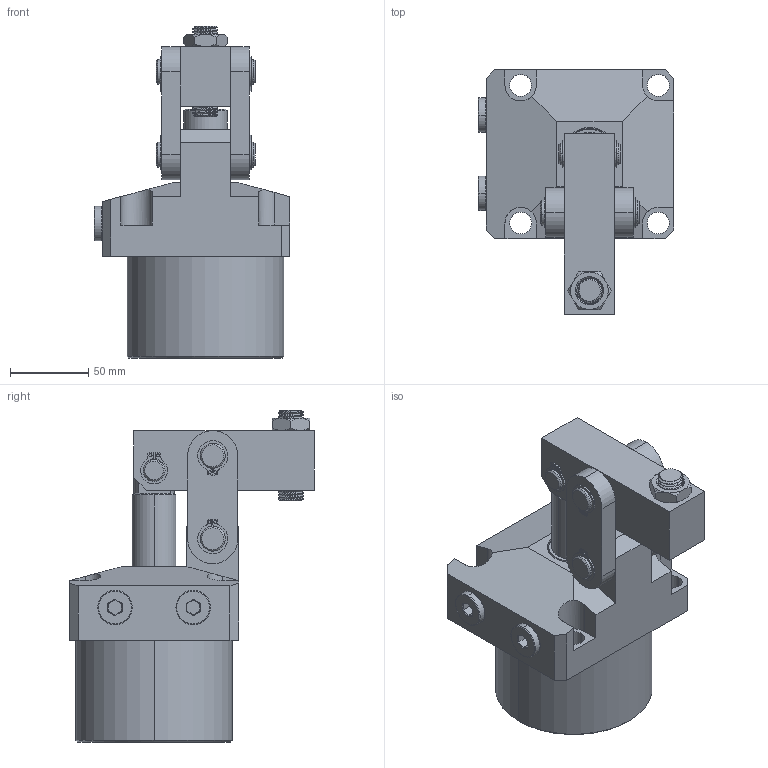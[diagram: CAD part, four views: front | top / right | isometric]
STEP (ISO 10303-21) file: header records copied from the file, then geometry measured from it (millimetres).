
FILE_DESCRIPTION (( 'STEP AP203' ), '1' );
FILE_NAME ('CLKA-105P-R.STEP', '2018-07-14T08:36:37', ( '' ), ( '' ), 'SwSTEP 2.0', 'SolidWorks 2015', '' );
FILE_SCHEMA (( 'CONFIG_CONTROL_DESIGN' ));
Length unit declared in the file: millimetre
Products named in the file (11): kahuang01; CLKA-105P-R; yabi105; luomu105; CLKA-105P-R-benti; luosi105; kahuang02; duanxiao105; 黑芛G8-3; zhangxiao105; liangan105
Assembly tree (17 placements, depth 2):
  CLKA-105P-R
    CLKA-105P-R-benti
    duanxiao105
    kahuang01  x4
    kahuang02  x2
    liangan105  x2
    luomu105
    luosi105
    yabi105
    zhangxiao105  x2
    黑芛G8-3  x2
Bounding box: 125.2 x 156.5 x 212.24 mm (x, y, z)
Volume: 1282663 mm3; surface area: 145370.1 mm2
Topology: 17 solids, 17 shells, 606 faces, 1563 edges, 1018 vertices
Faces by surface type: cylinder 352, plane 167, cone 60, bspline 19, torus 8
Entity records: 28301 total; most frequent: CARTESIAN_POINT 16486, ORIENTED_EDGE 2408, DIRECTION 1993, EDGE_CURVE 1204, VERTEX_POINT 784, AXIS2_PLACEMENT_3D 751, EDGE_LOOP 520, LINE 491
